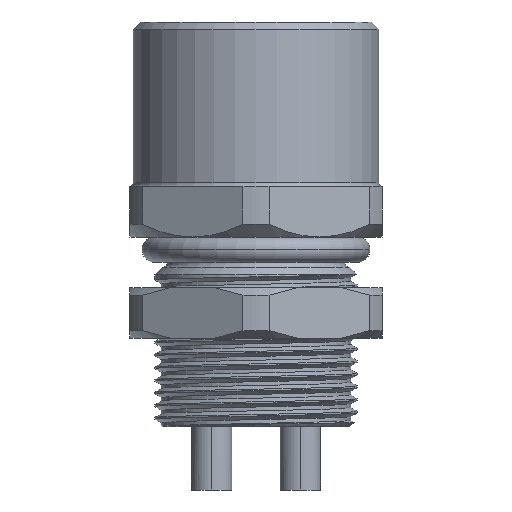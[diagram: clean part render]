
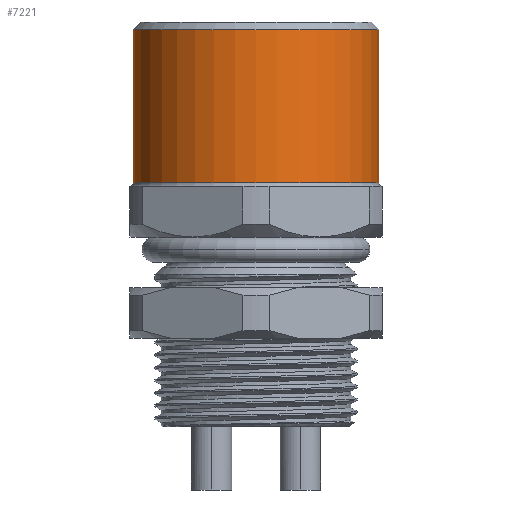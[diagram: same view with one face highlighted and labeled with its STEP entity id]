
A CAD part, front view. The second image highlights one B-rep face of the part: STEP entity #7221.
In plain terms, the highlighted cylindrical face has radius 4.85 mm (diameter 9.7 mm), a partial arc.
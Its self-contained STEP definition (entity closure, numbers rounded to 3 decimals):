
#2724=DIRECTION('',(0.,0.,1.));
#2725=VECTOR('',#2724,6.05);
#2726=CARTESIAN_POINT('',(4.85,0.,-0.15));
#2727=LINE('',#2726,#2725);
#2743=CARTESIAN_POINT('',(0.,0.,-0.15));
#2744=DIRECTION('',(0.,0.,-1.));
#2745=DIRECTION('',(1.,0.,0.));
#2746=AXIS2_PLACEMENT_3D('',#2743,#2744,#2745);
#2748=DIRECTION('',(0.,0.,1.));
#2749=VECTOR('',#2748,6.05);
#2750=CARTESIAN_POINT('',(-4.85,0.,-0.15));
#2751=LINE('',#2750,#2749);
#2752=CARTESIAN_POINT('',(0.,0.,5.9));
#2753=DIRECTION('',(0.,0.,1.));
#2754=DIRECTION('',(-1.,0.,0.));
#2755=AXIS2_PLACEMENT_3D('',#2752,#2753,#2754);
#6844=CARTESIAN_POINT('',(-4.85,0.,5.9));
#6845=CARTESIAN_POINT('',(4.85,0.,5.9));
#6846=VERTEX_POINT('',#6844);
#6847=VERTEX_POINT('',#6845);
#7024=CARTESIAN_POINT('',(4.85,0.,-0.15));
#7025=CARTESIAN_POINT('',(-4.85,0.,-0.15));
#7026=VERTEX_POINT('',#7024);
#7027=VERTEX_POINT('',#7025);
#7210=CARTESIAN_POINT('',(0.,0.,-0.3));
#7211=DIRECTION('',(0.,0.,1.));
#7212=DIRECTION('',(1.,0.,0.));
#7213=AXIS2_PLACEMENT_3D('',#7210,#7211,#7212);
#7214=CYLINDRICAL_SURFACE('',#7213,4.85);
#7215=ORIENTED_EDGE('',*,*,#7197,.T.);
#7216=ORIENTED_EDGE('',*,*,#7168,.T.);
#7217=ORIENTED_EDGE('',*,*,#7138,.T.);
#7218=ORIENTED_EDGE('',*,*,#7165,.F.);
#7219=EDGE_LOOP('',(#7215,#7216,#7217,#7218));
#7220=FACE_OUTER_BOUND('',#7219,.F.);
#2747=CIRCLE('',#2746,4.85);
#2756=CIRCLE('',#2755,4.85);
#7138=EDGE_CURVE('',#6846,#6847,#2756,.T.);
#7165=EDGE_CURVE('',#7026,#6847,#2727,.T.);
#7168=EDGE_CURVE('',#7027,#6846,#2751,.T.);
#7197=EDGE_CURVE('',#7026,#7027,#2747,.T.);
#7221=ADVANCED_FACE('',(#7220),#7214,.T.);
